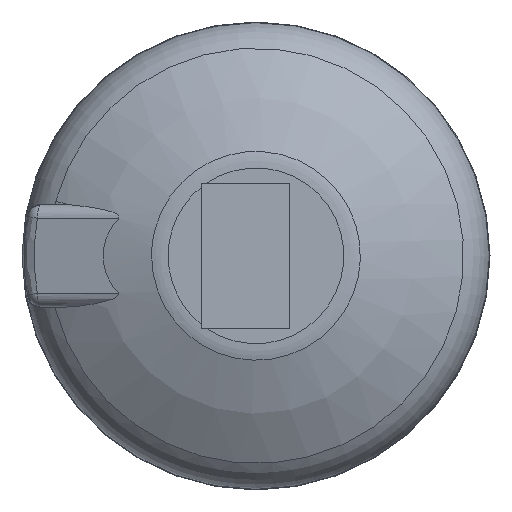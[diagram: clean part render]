
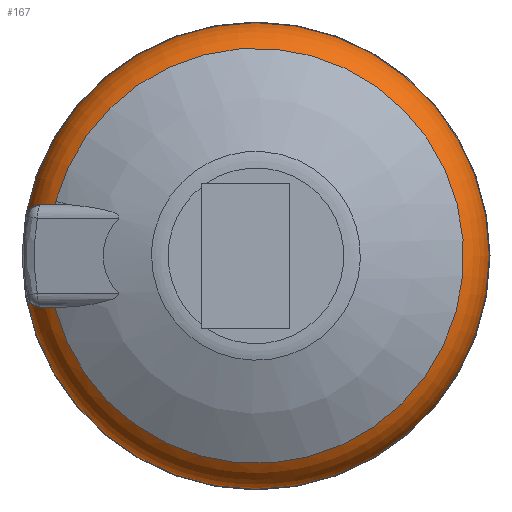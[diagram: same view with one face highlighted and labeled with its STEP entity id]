
A CAD part, top view. The second image highlights one B-rep face of the part: STEP entity #167.
In plain terms, the highlighted toroidal (fillet/blend) face has major radius 9.494 mm and minor radius 3.175 mm.
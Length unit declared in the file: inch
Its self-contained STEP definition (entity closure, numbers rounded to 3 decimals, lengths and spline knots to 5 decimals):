
#98=TOROIDAL_SURFACE('',#628,0.37379,0.125);
#104=B_SPLINE_CURVE_WITH_KNOTS('',3,(#854,#855,#856,#857,#858,#859,#860),
.UNSPECIFIED.,.F.,.F.,(4,3,4),(0.,0.4238,1.),.UNSPECIFIED.);
#107=B_SPLINE_CURVE_WITH_KNOTS('',3,(#880,#881,#882,#883,#884,#885,#886),
.UNSPECIFIED.,.F.,.F.,(4,3,4),(0.,0.4238,1.),.UNSPECIFIED.);
#113=B_SPLINE_CURVE_WITH_KNOTS('',3,(#977,#978,#979,#980,#981,#982,#983,
#984,#985,#986,#987,#988,#989,#990,#991,#992,#993,#994,#995,#996,#997,#998,
#999,#1000,#1001,#1002,#1003,#1004,#1005,#1006,#1007,#1008,#1009,#1010,#1011,
#1012,#1013,#1014,#1015,#1016),.UNSPECIFIED.,.F.,.F.,(4,3,3,3,3,3,3,3,3,
3,3,3,3,4),(0.,0.33908,0.85074,0.90514,0.93998,
0.96207,0.976,0.98479,0.99035,0.99389,
0.99617,0.99838,0.99922,1.),.UNSPECIFIED.);
#114=B_SPLINE_CURVE_WITH_KNOTS('',3,(#1017,#1018,#1019,#1020,#1021,#1022,
#1023,#1024,#1025,#1026,#1027,#1028,#1029,#1030,#1031,#1032,#1033,#1034,
#1035,#1036,#1037,#1038,#1039,#1040,#1041),.UNSPECIFIED.,.F.,.F.,(4,3,3,
3,3,3,3,3,4),(0.,0.00066,0.00159,0.00442,
0.01759,0.06999,0.2803,0.70721,
1.),.UNSPECIFIED.);
#140=CIRCLE('',#623,0.49871);
#142=CIRCLE('',#626,0.44373);
#167=ADVANCED_FACE('',(#216),#98,.T.);
#216=FACE_OUTER_BOUND('',#249,.T.);
#249=EDGE_LOOP('',(#343,#344,#345,#346,#347,#348));
#343=ORIENTED_EDGE('',*,*,#487,.F.);
#344=ORIENTED_EDGE('',*,*,#502,.T.);
#345=ORIENTED_EDGE('',*,*,#493,.T.);
#346=ORIENTED_EDGE('',*,*,#503,.T.);
#347=ORIENTED_EDGE('',*,*,#496,.F.);
#348=ORIENTED_EDGE('',*,*,#504,.T.);
#433=VERTEX_POINT('',#861);
#434=VERTEX_POINT('',#862);
#439=VERTEX_POINT('',#879);
#440=VERTEX_POINT('',#887);
#442=VERTEX_POINT('',#898);
#443=VERTEX_POINT('',#900);
#487=EDGE_CURVE('',#433,#434,#104,.T.);
#493=EDGE_CURVE('',#440,#439,#107,.T.);
#496=EDGE_CURVE('',#442,#443,#140,.T.);
#502=EDGE_CURVE('',#433,#440,#142,.T.);
#503=EDGE_CURVE('',#439,#443,#113,.T.);
#504=EDGE_CURVE('',#442,#434,#114,.T.);
#623=AXIS2_PLACEMENT_3D('',#899,#725,#726);
#626=AXIS2_PLACEMENT_3D('',#975,#731,#732);
#628=AXIS2_PLACEMENT_3D('',#1042,#735,#736);
#725=DIRECTION('',(0.,0.,-1.));
#726=DIRECTION('',(-1.,0.,0.));
#731=DIRECTION('',(0.,0.,-1.));
#732=DIRECTION('',(-1.,0.,0.));
#735=DIRECTION('',(0.,0.,-1.));
#736=DIRECTION('',(-1.,0.,0.));
#854=CARTESIAN_POINT('',(-0.42988,0.11,0.13899));
#855=CARTESIAN_POINT('',(-0.43461,0.11,0.1359));
#856=CARTESIAN_POINT('',(-0.43914,0.11,0.13249));
#857=CARTESIAN_POINT('',(-0.44341,0.11,0.1288));
#858=CARTESIAN_POINT('',(-0.44924,0.11,0.12377));
#859=CARTESIAN_POINT('',(-0.45464,0.11,0.11818));
#860=CARTESIAN_POINT('',(-0.45945,0.11,0.11216));
#861=CARTESIAN_POINT('',(-0.42988,0.11,0.13899));
#862=CARTESIAN_POINT('',(-0.45945,0.11,0.11216));
#879=CARTESIAN_POINT('',(-0.45945,-0.11,0.11216));
#880=CARTESIAN_POINT('',(-0.42988,-0.11,0.13899));
#881=CARTESIAN_POINT('',(-0.43461,-0.11,0.1359));
#882=CARTESIAN_POINT('',(-0.43914,-0.11,0.13249));
#883=CARTESIAN_POINT('',(-0.44341,-0.11,0.1288));
#884=CARTESIAN_POINT('',(-0.44924,-0.11,0.12377));
#885=CARTESIAN_POINT('',(-0.45464,-0.11,0.11818));
#886=CARTESIAN_POINT('',(-0.45945,-0.11,0.11216));
#887=CARTESIAN_POINT('',(-0.42988,-0.11,0.13899));
#898=CARTESIAN_POINT('',(-0.49139,0.08512,0.04));
#899=CARTESIAN_POINT('',(0.,0.,0.04));
#900=CARTESIAN_POINT('',(-0.49139,-0.08512,0.04));
#975=CARTESIAN_POINT('',(0.,0.,0.13899));
#977=CARTESIAN_POINT('',(-0.45945,-0.11,0.11216));
#978=CARTESIAN_POINT('',(-0.46541,-0.11,0.10473));
#979=CARTESIAN_POINT('',(-0.47076,-0.1084,0.09673));
#980=CARTESIAN_POINT('',(-0.4752,-0.106,0.08865));
#981=CARTESIAN_POINT('',(-0.48186,-0.10239,0.07651));
#982=CARTESIAN_POINT('',(-0.48669,-0.09687,0.06377));
#983=CARTESIAN_POINT('',(-0.48945,-0.09082,0.0511));
#984=CARTESIAN_POINT('',(-0.48974,-0.09017,0.04974));
#985=CARTESIAN_POINT('',(-0.49002,-0.08951,0.04837));
#986=CARTESIAN_POINT('',(-0.49027,-0.08884,0.047));
#987=CARTESIAN_POINT('',(-0.49043,-0.08842,0.04613));
#988=CARTESIAN_POINT('',(-0.49058,-0.08799,0.04525));
#989=CARTESIAN_POINT('',(-0.49072,-0.08756,0.04438));
#990=CARTESIAN_POINT('',(-0.49081,-0.08728,0.04382));
#991=CARTESIAN_POINT('',(-0.4909,-0.08701,0.04327));
#992=CARTESIAN_POINT('',(-0.49098,-0.08673,0.04271));
#993=CARTESIAN_POINT('',(-0.49103,-0.08655,0.04237));
#994=CARTESIAN_POINT('',(-0.49108,-0.08638,0.04202));
#995=CARTESIAN_POINT('',(-0.49113,-0.0862,0.04167));
#996=CARTESIAN_POINT('',(-0.49116,-0.08609,0.04145));
#997=CARTESIAN_POINT('',(-0.49119,-0.08597,0.04123));
#998=CARTESIAN_POINT('',(-0.49122,-0.08586,0.04101));
#999=CARTESIAN_POINT('',(-0.49124,-0.08578,0.04087));
#1000=CARTESIAN_POINT('',(-0.49126,-0.08571,0.04074));
#1001=CARTESIAN_POINT('',(-0.49128,-0.08563,0.0406));
#1002=CARTESIAN_POINT('',(-0.49129,-0.08558,0.04051));
#1003=CARTESIAN_POINT('',(-0.4913,-0.08553,0.04043));
#1004=CARTESIAN_POINT('',(-0.49132,-0.08548,0.04034));
#1005=CARTESIAN_POINT('',(-0.49132,-0.08544,0.04029));
#1006=CARTESIAN_POINT('',(-0.49133,-0.08541,0.04024));
#1007=CARTESIAN_POINT('',(-0.49134,-0.08537,0.04019));
#1008=CARTESIAN_POINT('',(-0.49135,-0.08533,0.04014));
#1009=CARTESIAN_POINT('',(-0.49136,-0.08529,0.04009));
#1010=CARTESIAN_POINT('',(-0.49137,-0.08524,0.04005));
#1011=CARTESIAN_POINT('',(-0.49137,-0.08522,0.04004));
#1012=CARTESIAN_POINT('',(-0.49138,-0.0852,0.04002));
#1013=CARTESIAN_POINT('',(-0.49138,-0.08518,0.04001));
#1014=CARTESIAN_POINT('',(-0.49138,-0.08516,0.04001));
#1015=CARTESIAN_POINT('',(-0.49139,-0.08514,0.04));
#1016=CARTESIAN_POINT('',(-0.49139,-0.08512,0.04));
#1017=CARTESIAN_POINT('',(-0.49139,0.08512,0.04));
#1018=CARTESIAN_POINT('',(-0.49139,0.08514,0.04));
#1019=CARTESIAN_POINT('',(-0.49139,0.08515,0.04));
#1020=CARTESIAN_POINT('',(-0.49138,0.08517,0.04001));
#1021=CARTESIAN_POINT('',(-0.49138,0.0852,0.04002));
#1022=CARTESIAN_POINT('',(-0.49137,0.08522,0.04003));
#1023=CARTESIAN_POINT('',(-0.49137,0.08524,0.04005));
#1024=CARTESIAN_POINT('',(-0.49136,0.0853,0.0401));
#1025=CARTESIAN_POINT('',(-0.49135,0.08535,0.04016));
#1026=CARTESIAN_POINT('',(-0.49133,0.0854,0.04023));
#1027=CARTESIAN_POINT('',(-0.49129,0.08561,0.04053));
#1028=CARTESIAN_POINT('',(-0.49124,0.08578,0.04086));
#1029=CARTESIAN_POINT('',(-0.4912,0.08595,0.04119));
#1030=CARTESIAN_POINT('',(-0.49102,0.08663,0.04249));
#1031=CARTESIAN_POINT('',(-0.49082,0.08728,0.04381));
#1032=CARTESIAN_POINT('',(-0.4906,0.08792,0.04512));
#1033=CARTESIAN_POINT('',(-0.48972,0.09051,0.05039));
#1034=CARTESIAN_POINT('',(-0.48849,0.09301,0.05565));
#1035=CARTESIAN_POINT('',(-0.48692,0.09535,0.06088));
#1036=CARTESIAN_POINT('',(-0.48376,0.10007,0.0714));
#1037=CARTESIAN_POINT('',(-0.47917,0.10424,0.08191));
#1038=CARTESIAN_POINT('',(-0.47332,0.10694,0.09198));
#1039=CARTESIAN_POINT('',(-0.46929,0.1088,0.09891));
#1040=CARTESIAN_POINT('',(-0.46459,0.11,0.10574));
#1041=CARTESIAN_POINT('',(-0.45945,0.11,0.11216));
#1042=CARTESIAN_POINT('',(0.,0.,0.03539));
